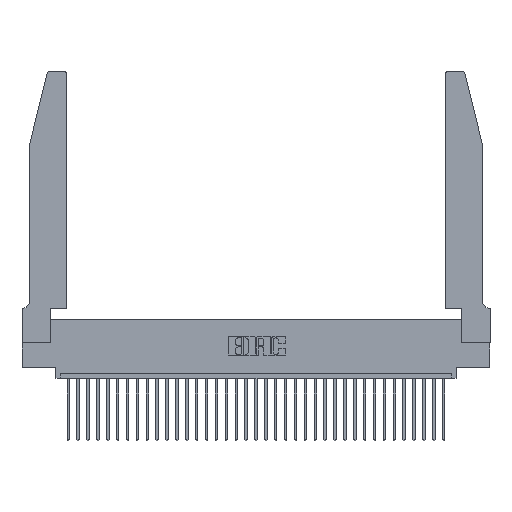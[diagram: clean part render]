
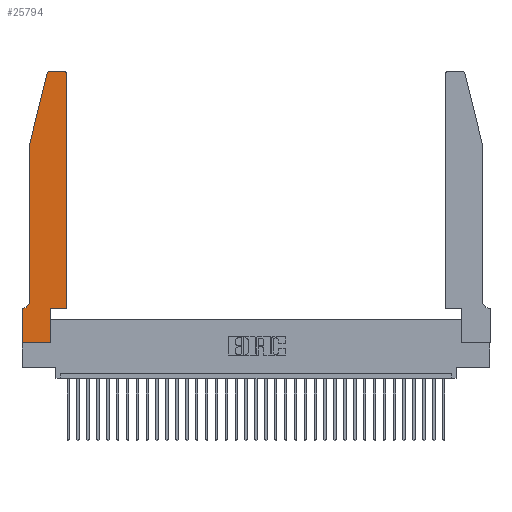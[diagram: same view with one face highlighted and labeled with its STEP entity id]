
A CAD part, top view. The second image highlights one B-rep face of the part: STEP entity #25794.
In plain terms, the highlighted planar face has unit normal (0, 0, 1).
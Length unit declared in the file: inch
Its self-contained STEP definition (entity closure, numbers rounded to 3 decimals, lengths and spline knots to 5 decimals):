
#965 = EDGE_CURVE ( 'NONE', #16813, #1072, #22429, .T. ) ;
#1072 = VERTEX_POINT ( 'NONE', #7263 ) ;
#1874 = PLANE ( 'NONE',  #3570 ) ;
#2157 = CARTESIAN_POINT ( 'NONE',  ( 0.284, 2.72, 0.37 ) ) ;
#2451 = LINE ( 'NONE', #13032, #16285 ) ;
#2504 = VECTOR ( 'NONE', #33712, 39.37008 ) ;
#2823 = VERTEX_POINT ( 'NONE', #19021 ) ;
#3570 = AXIS2_PLACEMENT_3D ( 'NONE', #26073, #20604, #28544 ) ;
#3899 = DIRECTION ( 'NONE',  ( 1., 0., 0. ) ) ;
#4104 = EDGE_CURVE ( 'NONE', #7001, #16813, #29336, .T. ) ;
#4140 = EDGE_CURVE ( 'NONE', #32423, #6846, #18868, .T. ) ;
#4828 = DIRECTION ( 'NONE',  ( 1., 0., 0. ) ) ;
#4920 = CARTESIAN_POINT ( 'NONE',  ( 0.4505, 0.35, 0.37 ) ) ;
#5240 = LINE ( 'NONE', #19958, #7794 ) ;
#5587 = ORIENTED_EDGE ( 'NONE', *, *, #28471, .T. ) ;
#5640 = CARTESIAN_POINT ( 'NONE',  ( 0.4505, 2.72, 0.37 ) ) ;
#6340 = VECTOR ( 'NONE', #28541, 39.37008 ) ;
#6629 = CARTESIAN_POINT ( 'NONE',  ( 0.4205, 2.75, 0.37 ) ) ;
#6739 = DIRECTION ( 'NONE',  ( -1., 0., 0. ) ) ;
#6846 = VERTEX_POINT ( 'NONE', #6629 ) ;
#7001 = VERTEX_POINT ( 'NONE', #23265 ) ;
#7217 = AXIS2_PLACEMENT_3D ( 'NONE', #2157, #16016, #23776 ) ;
#7263 = CARTESIAN_POINT ( 'NONE',  ( 0.0755, 2., 0.37 ) ) ;
#7360 = CARTESIAN_POINT ( 'NONE',  ( 0.4505, 0.35, 0.37 ) ) ;
#7794 = VECTOR ( 'NONE', #3899, 39.37008 ) ;
#8462 = ORIENTED_EDGE ( 'NONE', *, *, #18153, .T. ) ;
#9416 = VERTEX_POINT ( 'NONE', #17031 ) ;
#9749 = DIRECTION ( 'NONE',  ( 0., 1., 0. ) ) ;
#9788 = CARTESIAN_POINT ( 'NONE',  ( 0.2865, 0.35, 0.37 ) ) ;
#9940 = VECTOR ( 'NONE', #10096, 39.37008 ) ;
#10083 = LINE ( 'NONE', #31801, #20933 ) ;
#10096 = DIRECTION ( 'NONE',  ( -0.239, -0.971, 0. ) ) ;
#10392 = EDGE_CURVE ( 'NONE', #32790, #32423, #20925, .T. ) ;
#11271 = LINE ( 'NONE', #31359, #15055 ) ;
#12544 = CARTESIAN_POINT ( 'NONE',  ( 0.0755, 2., 0.37 ) ) ;
#12682 = CARTESIAN_POINT ( 'NONE',  ( 0.0755, 2., 0.37 ) ) ;
#12991 = VECTOR ( 'NONE', #9749, 39.37008 ) ;
#13032 = CARTESIAN_POINT ( 'NONE',  ( 0., 0., 0.37 ) ) ;
#13103 = EDGE_CURVE ( 'NONE', #20995, #32790, #5240, .T. ) ;
#14047 = CARTESIAN_POINT ( 'NONE',  ( 0.25487, 2.72718, 0.37 ) ) ;
#14461 = VECTOR ( 'NONE', #19928, 39.37008 ) ;
#15055 = VECTOR ( 'NONE', #15162, 39.37008 ) ;
#15156 = CARTESIAN_POINT ( 'NONE',  ( 0.2605, 2.75, 0.37 ) ) ;
#15162 = DIRECTION ( 'NONE',  ( -1., 0., 0. ) ) ;
#15206 = LINE ( 'NONE', #15156, #6340 ) ;
#15656 = CARTESIAN_POINT ( 'NONE',  ( 0.4205, 2.72, 0.37 ) ) ;
#15850 = ORIENTED_EDGE ( 'NONE', *, *, #26979, .T. ) ;
#16016 = DIRECTION ( 'NONE',  ( 0., 0., 1. ) ) ;
#16124 = DIRECTION ( 'NONE',  ( 0., 0., 1. ) ) ;
#16285 = VECTOR ( 'NONE', #34391, 39.37008 ) ;
#16297 = CIRCLE ( 'NONE', #16449, 0.07 ) ;
#16449 = AXIS2_PLACEMENT_3D ( 'NONE', #17672, #31204, #6739 ) ;
#16813 = VERTEX_POINT ( 'NONE', #14047 ) ;
#17031 = CARTESIAN_POINT ( 'NONE',  ( 0.0755, 0.42, 0.37 ) ) ;
#17085 = ORIENTED_EDGE ( 'NONE', *, *, #4140, .T. ) ;
#17256 = ORIENTED_EDGE ( 'NONE', *, *, #10392, .T. ) ;
#17672 = CARTESIAN_POINT ( 'NONE',  ( 0.0055, 0.42, 0.37 ) ) ;
#17886 = ORIENTED_EDGE ( 'NONE', *, *, #25834, .T. ) ;
#18153 = EDGE_CURVE ( 'NONE', #1072, #9416, #27570, .T. ) ;
#18868 = CIRCLE ( 'NONE', #26931, 0.03 ) ;
#19021 = CARTESIAN_POINT ( 'NONE',  ( 0., 0.35, 0.37 ) ) ;
#19555 = CARTESIAN_POINT ( 'NONE',  ( 0.2865, 0., 0.37 ) ) ;
#19928 = DIRECTION ( 'NONE',  ( 0., 1., 0. ) ) ;
#19958 = CARTESIAN_POINT ( 'NONE',  ( 0.4505, 0.35, 0.37 ) ) ;
#20000 = ORIENTED_EDGE ( 'NONE', *, *, #965, .T. ) ;
#20604 = DIRECTION ( 'NONE',  ( 0., 0., 1. ) ) ;
#20925 = LINE ( 'NONE', #7360, #12991 ) ;
#20933 = VECTOR ( 'NONE', #31684, 39.37008 ) ;
#20995 = VERTEX_POINT ( 'NONE', #26983 ) ;
#21950 = EDGE_CURVE ( 'NONE', #33205, #20995, #26546, .T. ) ;
#22429 = LINE ( 'NONE', #12544, #9940 ) ;
#22766 = VERTEX_POINT ( 'NONE', #31688 ) ;
#23265 = CARTESIAN_POINT ( 'NONE',  ( 0.284, 2.75, 0.37 ) ) ;
#23776 = DIRECTION ( 'NONE',  ( 1., 0., 0. ) ) ;
#24185 = EDGE_CURVE ( 'NONE', #6846, #7001, #15206, .T. ) ;
#25794 = ADVANCED_FACE ( 'NONE', ( #30077 ), #1874, .T. ) ;
#25834 = EDGE_CURVE ( 'NONE', #22766, #2823, #11271, .T. ) ;
#26004 = EDGE_CURVE ( 'NONE', #2823, #34556, #2451, .T. ) ;
#26073 = CARTESIAN_POINT ( 'NONE',  ( 0., 0.35, 0.37 ) ) ;
#26546 = LINE ( 'NONE', #9788, #14461 ) ;
#26931 = AXIS2_PLACEMENT_3D ( 'NONE', #15656, #16124, #4828 ) ;
#26979 = EDGE_CURVE ( 'NONE', #34556, #33205, #10083, .T. ) ;
#26983 = CARTESIAN_POINT ( 'NONE',  ( 0.2865, 0.35, 0.37 ) ) ;
#27570 = LINE ( 'NONE', #12682, #2504 ) ;
#28458 = ORIENTED_EDGE ( 'NONE', *, *, #21950, .T. ) ;
#28471 = EDGE_CURVE ( 'NONE', #9416, #22766, #16297, .T. ) ;
#28541 = DIRECTION ( 'NONE',  ( -1., 0., 0. ) ) ;
#28544 = DIRECTION ( 'NONE',  ( 1., 0., 0. ) ) ;
#29336 = CIRCLE ( 'NONE', #7217, 0.03 ) ;
#30077 = FACE_OUTER_BOUND ( 'NONE', #33110, .T. ) ;
#30135 = ORIENTED_EDGE ( 'NONE', *, *, #24185, .T. ) ;
#31204 = DIRECTION ( 'NONE',  ( 0., 0., -1. ) ) ;
#31359 = CARTESIAN_POINT ( 'NONE',  ( 0.0755, 0.35, 0.37 ) ) ;
#31683 = ORIENTED_EDGE ( 'NONE', *, *, #26004, .T. ) ;
#31684 = DIRECTION ( 'NONE',  ( 1., 0., 0. ) ) ;
#31688 = CARTESIAN_POINT ( 'NONE',  ( 0.0055, 0.35, 0.37 ) ) ;
#31801 = CARTESIAN_POINT ( 'NONE',  ( 0., 0., 0.37 ) ) ;
#31881 = ORIENTED_EDGE ( 'NONE', *, *, #13103, .T. ) ;
#32423 = VERTEX_POINT ( 'NONE', #5640 ) ;
#32790 = VERTEX_POINT ( 'NONE', #4920 ) ;
#33110 = EDGE_LOOP ( 'NONE', ( #30135, #34023, #20000, #8462, #5587, #17886, #31683, #15850, #28458, #31881, #17256, #17085 ) ) ;
#33205 = VERTEX_POINT ( 'NONE', #19555 ) ;
#33712 = DIRECTION ( 'NONE',  ( 0., -1., 0. ) ) ;
#34023 = ORIENTED_EDGE ( 'NONE', *, *, #4104, .T. ) ;
#34193 = CARTESIAN_POINT ( 'NONE',  ( 0., 0., 0.37 ) ) ;
#34391 = DIRECTION ( 'NONE',  ( 0., -1., 0. ) ) ;
#34556 = VERTEX_POINT ( 'NONE', #34193 ) ;
